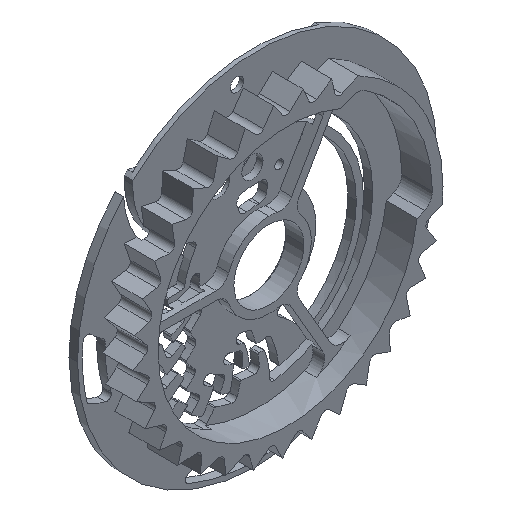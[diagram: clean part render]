
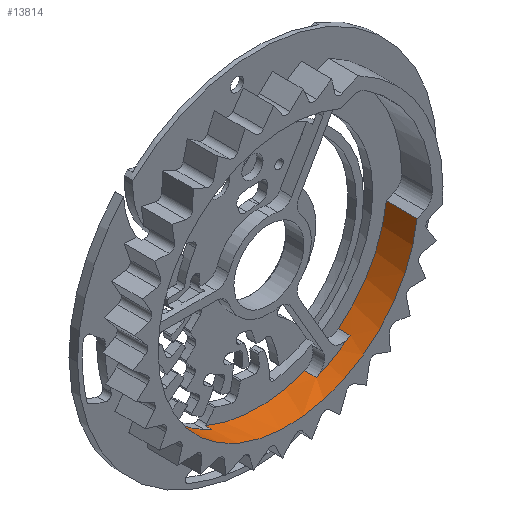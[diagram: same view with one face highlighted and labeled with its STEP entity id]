
A CAD part, isometric view. The second image highlights one B-rep face of the part: STEP entity #13814.
In plain terms, the highlighted cylindrical face has radius 0.614 mm (diameter 1.228 mm), a partial arc.
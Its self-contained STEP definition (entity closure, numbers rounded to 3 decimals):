
#13174=CARTESIAN_POINT('POINT840',(-0.607,-0.095,
   -0.092));
#13175=VERTEX_POINT('VERTEX840',#13174);
#13183=CARTESIAN_POINT('POINT841',(-0.607,-0.04,
   -0.092));
#13184=VERTEX_POINT('VERTEX841',#13183);
#13185=CARTESIAN_POINT('POS1459',(-0.607,-0.192,
   -0.092));
#13186=DIRECTION('DIR2341',(0.,1.,0.));
#13187=VECTOR('VEC577',#13186,1.);
#13188=LINE('STRAIGHT577',#13185,#13187);
#13189=EDGE_CURVE('EDGE1258',#13175,#13184,#13188,.T.);
#13213=CARTESIAN_POINT('POINT842',(-0.515,-0.04,
   -0.334));
#13214=VERTEX_POINT('VERTEX842',#13213);
#13215=CARTESIAN_POINT('POS1462',(0.,-0.04,0.));
#13216=DIRECTION('DIR2346',(0.,-1.,0.));
#13217=DIRECTION('DIR2347',(1.,0.,0.));
#13218=AXIS2_PLACEMENT_3D('AXIS885',#13215,#13216,#13217);
#13219=CIRCLE('ELLIPSE567',#13218,0.614);
#13220=EDGE_CURVE('EDGE1260',#13184,#13214,#13219,.T.);
#13264=CARTESIAN_POINT('POINT843',(-0.515,-0.067,
   -0.334));
#13265=VERTEX_POINT('VERTEX843',#13264);
#13266=CARTESIAN_POINT('POS1464',(-0.515,-0.192,
   -0.334));
#13267=DIRECTION('DIR2350',(0.,1.,0.));
#13268=VECTOR('VEC578',#13267,1.);
#13269=LINE('STRAIGHT578',#13266,#13268);
#13270=EDGE_CURVE('EDGE1262',#13214,#13265,#13269,.F.);
#13277=CARTESIAN_POINT('POINT844',(-0.435,-0.067,
   -0.434));
#13278=VERTEX_POINT('VERTEX844',#13277);
#13289=CARTESIAN_POINT('POS1466',(0.,-0.067,0.));
#13290=DIRECTION('DIR2353',(0.,-1.,0.));
#13291=DIRECTION('DIR2354',(1.,0.,0.));
#13292=AXIS2_PLACEMENT_3D('AXIS888',#13289,#13290,#13291);
#13293=CIRCLE('ELLIPSE570',#13292,0.614);
#13294=EDGE_CURVE('EDGE1265',#13265,#13278,#13293,.T.);
#13306=CARTESIAN_POINT('POINT845',(-0.435,-0.04,
   -0.434));
#13307=VERTEX_POINT('VERTEX845',#13306);
#13308=CARTESIAN_POINT('POS1468',(-0.435,-0.192,
   -0.434));
#13309=DIRECTION('DIR2357',(0.,-1.,0.));
#13310=VECTOR('VEC579',#13309,1.);
#13311=LINE('STRAIGHT579',#13308,#13310);
#13312=EDGE_CURVE('EDGE1266',#13278,#13307,#13311,.F.);
#13332=CARTESIAN_POINT('POINT846',(-0.382,-0.04,
   -0.481));
#13333=VERTEX_POINT('VERTEX846',#13332);
#13334=CARTESIAN_POINT('POS1471',(0.,-0.04,0.));
#13335=DIRECTION('DIR2362',(0.,-1.,0.));
#13336=DIRECTION('DIR2363',(1.,0.,0.));
#13337=AXIS2_PLACEMENT_3D('AXIS892',#13334,#13335,#13336);
#13338=CIRCLE('ELLIPSE572',#13337,0.614);
#13339=EDGE_CURVE('EDGE1268',#13307,#13333,#13338,.T.);
#13358=CARTESIAN_POINT('POINT847',(-0.382,-0.067,
   -0.481));
#13359=VERTEX_POINT('VERTEX847',#13358);
#13360=CARTESIAN_POINT('POS1473',(-0.382,-0.192,
   -0.481));
#13361=DIRECTION('DIR2366',(0.,-1.,0.));
#13362=VECTOR('VEC580',#13361,1.);
#13363=LINE('STRAIGHT580',#13360,#13362);
#13364=EDGE_CURVE('EDGE1270',#13333,#13359,#13363,.T.);
#13383=CARTESIAN_POINT('POINT848',(-0.244,-0.067,
   -0.563));
#13384=VERTEX_POINT('VERTEX848',#13383);
#13407=CARTESIAN_POINT('POS1477',(0.,-0.067,0.));
#13408=DIRECTION('DIR2373',(0.,-1.,0.));
#13409=DIRECTION('DIR2374',(1.,0.,0.));
#13410=AXIS2_PLACEMENT_3D('AXIS897',#13407,#13408,#13409);
#13411=CIRCLE('ELLIPSE576',#13410,0.614);
#13412=EDGE_CURVE('EDGE1273',#13359,#13384,#13411,.T.);
#13424=CARTESIAN_POINT('POINT849',(-0.244,-0.04,
   -0.563));
#13425=VERTEX_POINT('VERTEX849',#13424);
#13426=CARTESIAN_POINT('POS1479',(-0.244,-0.192,
   -0.563));
#13427=DIRECTION('DIR2377',(0.,-1.,0.));
#13428=VECTOR('VEC581',#13427,1.);
#13429=LINE('STRAIGHT581',#13426,#13428);
#13430=EDGE_CURVE('EDGE1274',#13384,#13425,#13429,.F.);
#13461=CARTESIAN_POINT('POINT850',(0.223,-0.04,
   -0.572));
#13462=VERTEX_POINT('VERTEX850',#13461);
#13463=CARTESIAN_POINT('POS1482',(0.,-0.04,0.));
#13464=DIRECTION('DIR2382',(0.,-1.,0.));
#13465=DIRECTION('DIR2383',(1.,0.,0.));
#13466=AXIS2_PLACEMENT_3D('AXIS901',#13463,#13464,#13465);
#13467=CIRCLE('ELLIPSE578',#13466,0.614);
#13468=EDGE_CURVE('EDGE1276',#13425,#13462,#13467,.T.);
#13486=CARTESIAN_POINT('POINT851',(0.223,-0.095,
   -0.572));
#13487=VERTEX_POINT('VERTEX851',#13486);
#13488=CARTESIAN_POINT('POS1484',(0.223,-0.192,
   -0.572));
#13489=DIRECTION('DIR2386',(0.,1.,0.));
#13490=VECTOR('VEC582',#13489,1.);
#13491=LINE('STRAIGHT582',#13488,#13490);
#13492=EDGE_CURVE('EDGE1278',#13462,#13487,#13491,.F.);
#13518=CARTESIAN_POINT('POINT852',(-0.614,-0.095,
   0.));
#13519=VERTEX_POINT('VERTEX852',#13518);
#13520=CARTESIAN_POINT('POS1487',(0.,-0.095,0.));
#13521=DIRECTION('DIR2391',(0.,1.,0.));
#13522=DIRECTION('DIR2392',(1.,0.,0.));
#13523=AXIS2_PLACEMENT_3D('AXIS905',#13520,#13521,#13522);
#13524=CIRCLE('ELLIPSE581',#13523,0.614);
#13527=EDGE_CURVE('EDGE1281',#13519,#13175,#13524,.F.);
#13537=CARTESIAN_POINT('POINT853',(0.384,
   -0.095,-0.479));
#13538=VERTEX_POINT('VERTEX853',#13537);
#13539=CARTESIAN_POINT('POS1488',(0.,-0.095,0.));
#13540=DIRECTION('DIR2393',(0.,1.,0.));
#13541=DIRECTION('DIR2394',(1.,0.,0.));
#13542=AXIS2_PLACEMENT_3D('AXIS906',#13539,#13540,#13541);
#13543=CIRCLE('ELLIPSE582',#13542,0.614);
#13544=EDGE_CURVE('EDGE1282',#13487,#13538,#13543,.F.);
#13587=CARTESIAN_POINT('POINT854',(0.384,
   -0.04,-0.479));
#13588=VERTEX_POINT('VERTEX854',#13587);
#13589=CARTESIAN_POINT('POS1492',(0.384,
   -0.192,-0.479));
#13590=DIRECTION('DIR2401',(0.,1.,0.));
#13591=VECTOR('VEC583',#13590,1.);
#13592=LINE('STRAIGHT583',#13589,#13591);
#13593=EDGE_CURVE('EDGE1285',#13538,#13588,#13592,.T.);
#13612=CARTESIAN_POINT('POINT855',(0.61,-0.04,
   -0.069));
#13613=VERTEX_POINT('VERTEX855',#13612);
#13614=CARTESIAN_POINT('POS1495',(0.,-0.04,0.));
#13615=DIRECTION('DIR2406',(0.,-1.,0.));
#13616=DIRECTION('DIR2407',(1.,0.,0.));
#13617=AXIS2_PLACEMENT_3D('AXIS912',#13614,#13615,#13616);
#13618=CIRCLE('ELLIPSE586',#13617,0.614);
#13619=EDGE_CURVE('EDGE1287',#13588,#13613,#13618,.T.);
#13638=CARTESIAN_POINT('POINT856',(0.61,-0.185,
   -0.069));
#13639=VERTEX_POINT('VERTEX856',#13638);
#13640=CARTESIAN_POINT('POS1497',(0.61,-0.192,
   -0.069));
#13641=DIRECTION('DIR2409',(0.,1.,0.));
#13642=VECTOR('VEC585',#13641,1.);
#13643=LINE('STRAIGHT585',#13640,#13642);
#13644=EDGE_CURVE('EDGE1289',#13613,#13639,#13643,.F.);
#13660=CARTESIAN_POINT('POINT857',(-0.614,-0.185,
   0.));
#13661=VERTEX_POINT('VERTEX857',#13660);
#13662=CARTESIAN_POINT('POS1500',(0.,-0.185,0.));
#13663=DIRECTION('DIR2413',(0.,-1.,0.));
#13664=DIRECTION('DIR2414',(1.,0.,0.));
#13665=AXIS2_PLACEMENT_3D('AXIS914',#13662,#13663,#13664);
#13666=CIRCLE('ELLIPSE587',#13665,0.614);
#13674=EDGE_CURVE('EDGE1292',#13661,#13639,#13666,.T.);
#13769=CARTESIAN_POINT('POS1502',(-0.614,-0.192,
   0.));
#13770=DIRECTION('DIR2417',(0.,1.,0.));
#13771=VECTOR('VEC587',#13770,1.);
#13772=LINE('STRAIGHT587',#13769,#13771);
#13773=EDGE_CURVE('EDGE1293',#13661,#13519,#13772,.T.);
#13788=CARTESIAN_POINT('POS1503',(0.,-0.192,0.));
#13789=DIRECTION('DIR2418',(0.,1.,0.));
#13790=DIRECTION('DIR2419',(1.,0.,0.));
#13791=AXIS2_PLACEMENT_3D('AXIS916',#13788,#13789,#13790);
#13792=CYLINDRICAL_SURFACE('CONE_SURF250',#13791,0.614);
#13794=ORIENTED_EDGE('COEDGE2569',*,*,#13773,.F.);
#13795=ORIENTED_EDGE('COEDGE2570',*,*,#13674,.T.);
#13796=ORIENTED_EDGE('COEDGE2571',*,*,#13644,.F.);
#13797=ORIENTED_EDGE('COEDGE2572',*,*,#13619,.F.);
#13798=ORIENTED_EDGE('COEDGE2573',*,*,#13593,.F.);
#13799=ORIENTED_EDGE('COEDGE2574',*,*,#13544,.F.);
#13800=ORIENTED_EDGE('COEDGE2575',*,*,#13492,.F.);
#13801=ORIENTED_EDGE('COEDGE2576',*,*,#13468,.F.);
#13802=ORIENTED_EDGE('COEDGE2577',*,*,#13430,.F.);
#13803=ORIENTED_EDGE('COEDGE2578',*,*,#13412,.F.);
#13804=ORIENTED_EDGE('COEDGE2579',*,*,#13364,.F.);
#13805=ORIENTED_EDGE('COEDGE2580',*,*,#13339,.F.);
#13806=ORIENTED_EDGE('COEDGE2581',*,*,#13312,.F.);
#13807=ORIENTED_EDGE('COEDGE2582',*,*,#13294,.F.);
#13808=ORIENTED_EDGE('COEDGE2583',*,*,#13270,.F.);
#13809=ORIENTED_EDGE('COEDGE2584',*,*,#13220,.F.);
#13810=ORIENTED_EDGE('COEDGE2585',*,*,#13189,.F.);
#13811=ORIENTED_EDGE('COEDGE2586',*,*,#13527,.F.);
#13812=EDGE_LOOP('NONE',(#13794,#13795,#13796,#13797,#13798,#13799,
   #13800,#13801,#13802,#13803,#13804,#13805,#13806,#13807,#13808,#13809
   ,#13810,#13811));
#13813=FACE_BOUND('LOOP1',#13812,.T.);
#13814=ADVANCED_FACE('FACE420',(#13813),#13792,.F.);
